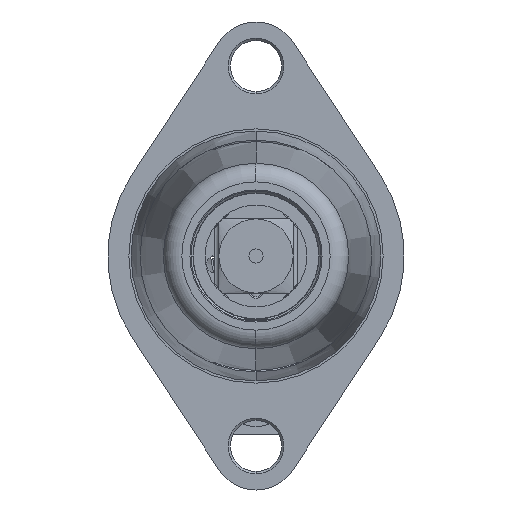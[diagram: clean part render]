
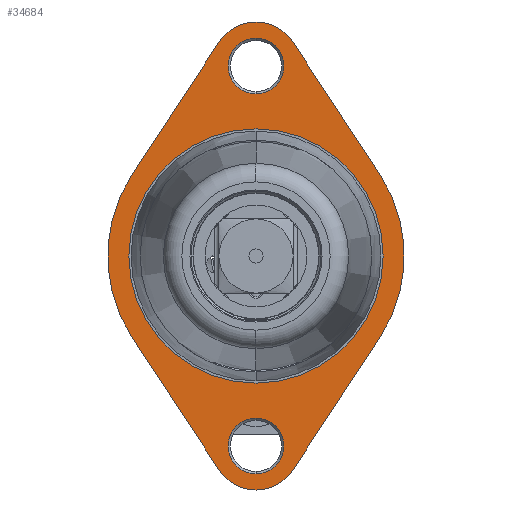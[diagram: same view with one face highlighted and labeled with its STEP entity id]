
A CAD part, left-side view. The second image highlights one B-rep face of the part: STEP entity #34684.
In plain terms, the highlighted planar face has unit normal (-1, 0, 0).
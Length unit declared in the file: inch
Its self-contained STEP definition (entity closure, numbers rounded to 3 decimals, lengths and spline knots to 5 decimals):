
#33140=CARTESIAN_POINT('',(-20.6994,0.005,0.));
#33141=DIRECTION('',(-1.,0.,0.));
#33142=DIRECTION('',(0.,0.,1.));
#33143=AXIS2_PLACEMENT_3D('',#33140,#33141,#33142);
#33145=CARTESIAN_POINT('',(-20.6994,0.005,0.));
#33146=DIRECTION('',(-1.,0.,0.));
#33147=DIRECTION('',(0.,0.,-1.));
#33148=AXIS2_PLACEMENT_3D('',#33145,#33146,#33147);
#33150=CARTESIAN_POINT('',(-20.6994,0.005,-2.5625));
#33151=DIRECTION('',(1.,0.,0.));
#33152=DIRECTION('',(0.,-0.836,-0.549));
#33153=AXIS2_PLACEMENT_3D('',#33150,#33151,#33152);
#33155=DIRECTION('',(0.,-0.549,-0.836));
#33156=VECTOR('',#33155,2.14233);
#33157=CARTESIAN_POINT('',(-20.6994,1.67706,-1.09737));
#33158=LINE('',#33157,#33156);
#33159=CARTESIAN_POINT('',(-20.6994,0.005,0.));
#33160=DIRECTION('',(1.,0.,0.));
#33161=DIRECTION('',(0.,0.836,-0.549));
#33162=AXIS2_PLACEMENT_3D('',#33159,#33160,#33161);
#33164=DIRECTION('',(0.,0.549,-0.836));
#33165=VECTOR('',#33164,2.14233);
#33166=CARTESIAN_POINT('',(-20.6994,0.5016,2.88842));
#33167=LINE('',#33166,#33165);
#33168=CARTESIAN_POINT('',(-20.6994,0.005,2.5625));
#33169=DIRECTION('',(1.,0.,0.));
#33170=DIRECTION('',(0.,0.836,0.549));
#33171=AXIS2_PLACEMENT_3D('',#33168,#33169,#33170);
#33173=DIRECTION('',(0.,0.549,0.836));
#33174=VECTOR('',#33173,2.14233);
#33175=CARTESIAN_POINT('',(-20.6994,-1.66706,1.09737));
#33176=LINE('',#33175,#33174);
#33177=CARTESIAN_POINT('',(-20.6994,0.005,0.));
#33178=DIRECTION('',(1.,0.,0.));
#33179=DIRECTION('',(0.,-0.836,0.549));
#33180=AXIS2_PLACEMENT_3D('',#33177,#33178,#33179);
#33182=DIRECTION('',(0.,-0.549,0.836));
#33183=VECTOR('',#33182,2.14233);
#33184=CARTESIAN_POINT('',(-20.6994,-0.4916,-2.88842));
#33185=LINE('',#33184,#33183);
#34402=CARTESIAN_POINT('',(-20.6994,0.005,-2.5625));
#34403=DIRECTION('',(-1.,0.,0.));
#34404=DIRECTION('',(0.,0.,-1.));
#34405=AXIS2_PLACEMENT_3D('',#34402,#34403,#34404);
#34412=CARTESIAN_POINT('',(-20.6994,0.005,-2.5625));
#34413=DIRECTION('',(-1.,0.,0.));
#34414=DIRECTION('',(0.,0.,1.));
#34415=AXIS2_PLACEMENT_3D('',#34412,#34413,#34414);
#34430=CARTESIAN_POINT('',(-20.6994,0.005,2.5625));
#34431=DIRECTION('',(-1.,0.,0.));
#34432=DIRECTION('',(0.,0.,-1.));
#34433=AXIS2_PLACEMENT_3D('',#34430,#34431,#34432);
#34440=CARTESIAN_POINT('',(-20.6994,0.005,2.5625));
#34441=DIRECTION('',(-1.,0.,0.));
#34442=DIRECTION('',(0.,0.,1.));
#34443=AXIS2_PLACEMENT_3D('',#34440,#34441,#34442);
#34522=CARTESIAN_POINT('',(-20.6994,0.005,-1.715));
#34523=CARTESIAN_POINT('',(-20.6994,0.005,1.715));
#34524=VERTEX_POINT('',#34522);
#34525=VERTEX_POINT('',#34523);
#34526=CARTESIAN_POINT('',(-20.6994,-0.4916,-2.88842));
#34527=CARTESIAN_POINT('',(-20.6994,0.5016,-2.88842));
#34528=VERTEX_POINT('',#34526);
#34529=VERTEX_POINT('',#34527);
#34530=CARTESIAN_POINT('',(-20.6994,-1.66706,-1.09737));
#34531=VERTEX_POINT('',#34530);
#34532=CARTESIAN_POINT('',(-20.6994,-1.66706,1.09737));
#34533=VERTEX_POINT('',#34532);
#34534=CARTESIAN_POINT('',(-20.6994,-0.4916,2.88842));
#34535=VERTEX_POINT('',#34534);
#34536=CARTESIAN_POINT('',(-20.6994,0.5016,2.88842));
#34537=VERTEX_POINT('',#34536);
#34538=CARTESIAN_POINT('',(-20.6994,1.67706,1.09737));
#34539=VERTEX_POINT('',#34538);
#34540=CARTESIAN_POINT('',(-20.6994,1.67706,-1.09737));
#34541=VERTEX_POINT('',#34540);
#34574=CARTESIAN_POINT('',(-20.6994,0.005,-2.9375));
#34575=CARTESIAN_POINT('',(-20.6994,0.005,-2.1875));
#34576=VERTEX_POINT('',#34574);
#34577=VERTEX_POINT('',#34575);
#34582=CARTESIAN_POINT('',(-20.6994,0.005,2.1875));
#34583=CARTESIAN_POINT('',(-20.6994,0.005,2.9375));
#34584=VERTEX_POINT('',#34582);
#34585=VERTEX_POINT('',#34583);
#34643=CARTESIAN_POINT('',(-20.6994,0.005,0.));
#34644=DIRECTION('',(1.,0.,0.));
#34645=DIRECTION('',(0.,0.,1.));
#34646=AXIS2_PLACEMENT_3D('',#34643,#34644,#34645);
#34647=PLANE('',#34646);
#34649=ORIENTED_EDGE('',*,*,#34648,.T.);
#34651=ORIENTED_EDGE('',*,*,#34650,.F.);
#34653=ORIENTED_EDGE('',*,*,#34652,.T.);
#34655=ORIENTED_EDGE('',*,*,#34654,.F.);
#34657=ORIENTED_EDGE('',*,*,#34656,.T.);
#34659=ORIENTED_EDGE('',*,*,#34658,.F.);
#34661=ORIENTED_EDGE('',*,*,#34660,.T.);
#34663=ORIENTED_EDGE('',*,*,#34662,.F.);
#34664=EDGE_LOOP('',(#34649,#34651,#34653,#34655,#34657,#34659,#34661,#34663));
#34665=FACE_OUTER_BOUND('',#34664,.F.);
#34667=ORIENTED_EDGE('',*,*,#34666,.T.);
#34669=ORIENTED_EDGE('',*,*,#34668,.T.);
#34670=EDGE_LOOP('',(#34667,#34669));
#34671=FACE_BOUND('',#34670,.F.);
#34673=ORIENTED_EDGE('',*,*,#34672,.T.);
#34675=ORIENTED_EDGE('',*,*,#34674,.T.);
#34676=EDGE_LOOP('',(#34673,#34675));
#34677=FACE_BOUND('',#34676,.F.);
#34679=ORIENTED_EDGE('',*,*,#34678,.T.);
#34681=ORIENTED_EDGE('',*,*,#34680,.T.);
#34682=EDGE_LOOP('',(#34679,#34681));
#34683=FACE_BOUND('',#34682,.F.);
#34684=ADVANCED_FACE('',(#34665,#34671,#34677,#34683),#34647,.F.);
#33144=CIRCLE('',#33143,1.715);
#33149=CIRCLE('',#33148,1.715);
#33154=CIRCLE('',#33153,0.594);
#33163=CIRCLE('',#33162,2.);
#33172=CIRCLE('',#33171,0.594);
#33181=CIRCLE('',#33180,2.);
#34406=CIRCLE('',#34405,0.375);
#34416=CIRCLE('',#34415,0.375);
#34434=CIRCLE('',#34433,0.375);
#34444=CIRCLE('',#34443,0.375);
#34648=EDGE_CURVE('',#34528,#34529,#33154,.T.);
#34650=EDGE_CURVE('',#34541,#34529,#33158,.T.);
#34652=EDGE_CURVE('',#34541,#34539,#33163,.T.);
#34654=EDGE_CURVE('',#34537,#34539,#33167,.T.);
#34656=EDGE_CURVE('',#34537,#34535,#33172,.T.);
#34658=EDGE_CURVE('',#34533,#34535,#33176,.T.);
#34660=EDGE_CURVE('',#34533,#34531,#33181,.T.);
#34662=EDGE_CURVE('',#34528,#34531,#33185,.T.);
#34666=EDGE_CURVE('',#34525,#34524,#33144,.T.);
#34668=EDGE_CURVE('',#34524,#34525,#33149,.T.);
#34672=EDGE_CURVE('',#34577,#34576,#34416,.T.);
#34674=EDGE_CURVE('',#34576,#34577,#34406,.T.);
#34678=EDGE_CURVE('',#34585,#34584,#34444,.T.);
#34680=EDGE_CURVE('',#34584,#34585,#34434,.T.);
